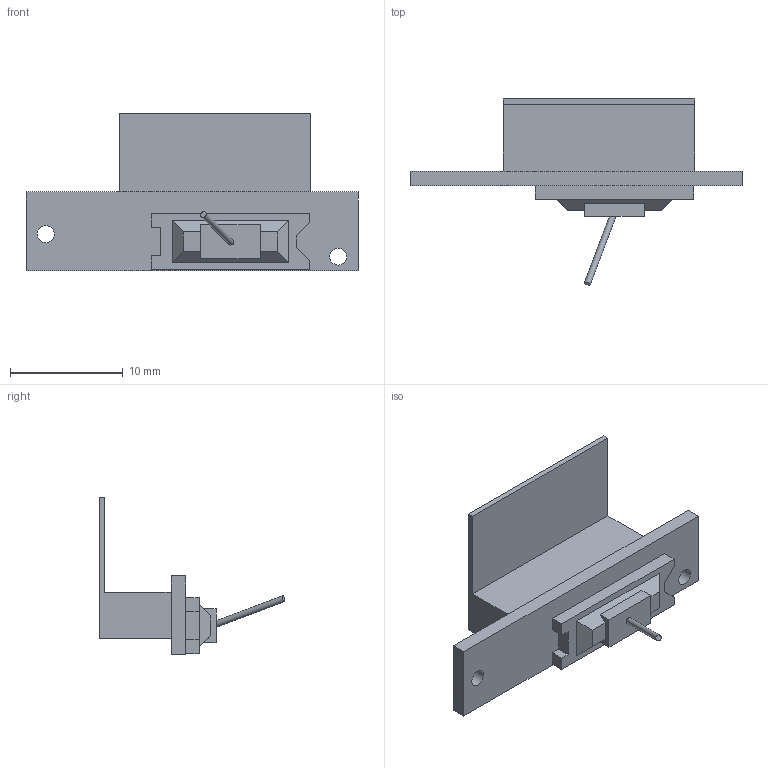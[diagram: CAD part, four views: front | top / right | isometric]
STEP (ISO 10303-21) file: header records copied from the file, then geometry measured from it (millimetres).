
FILE_DESCRIPTION(/* description */ (''),/* implementation_level */ '2;1');
FILE_NAME(/* name */ '00_TI_DLP_2000_Chip.ipt.step',/* time_stamp */ '2022-11-29T07:53:10+01:00',/* author */ ('diederichbenedict'),/* organization */ (''),/* preprocessor_version */ 'ST-DEVELOPER v18.1',/* originating_system */ 'Autodesk Inventor 2022',/* authorisation */ '');
FILE_SCHEMA (('AUTOMOTIVE_DESIGN { 1 0 10303 214 3 1 1 }'));
Length unit declared in the file: millimetre
Products named in the file (1): 00_TI_DLP_2000_Chip
Bounding box: 29.5 x 16.53 x 13.99 mm (x, y, z)
Volume: 901.8 mm3; surface area: 1173.4 mm2
Topology: 1 solids, 2 shells, 50 faces, 132 edges, 87 vertices
Faces by surface type: plane 41, cylinder 9
Full cylindrical faces by diameter (mm): 0.551 x3, 1.5 x2
Entity records: 1597 total; most frequent: CARTESIAN_POINT 270, ORIENTED_EDGE 264, DIRECTION 264, EDGE_CURVE 132, LINE 102, VECTOR 102, VERTEX_POINT 87, AXIS2_PLACEMENT_3D 81
